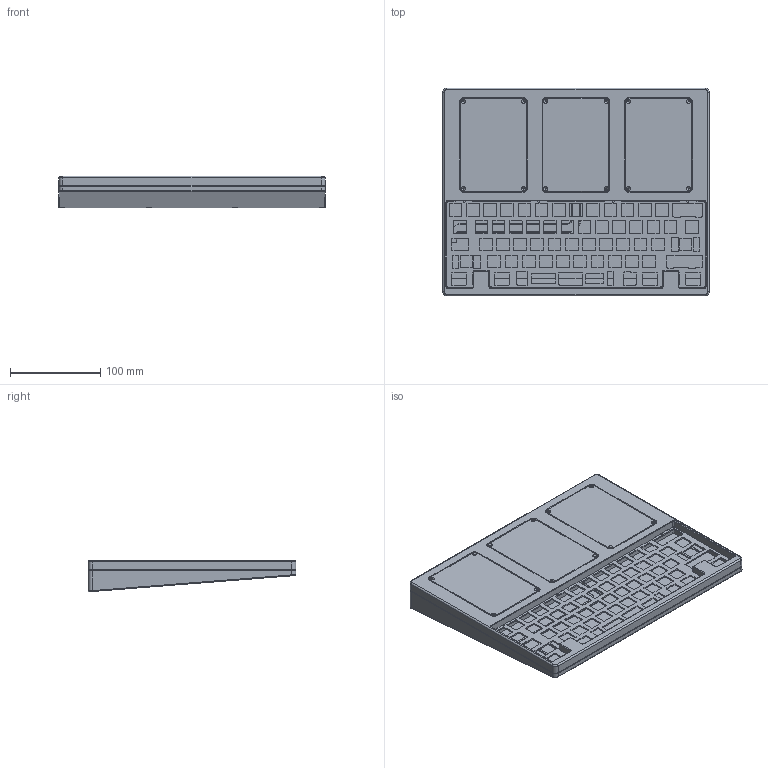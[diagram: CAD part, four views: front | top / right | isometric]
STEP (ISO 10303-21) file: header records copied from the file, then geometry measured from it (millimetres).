
FILE_DESCRIPTION(/* description */ ('','CAx-IF Rec.Pracs.---Representation and Presentation of Product Manufacturing Information (PMI)---4.0---2014-10-13'),/* implementation_level */ '2;1');
FILE_NAME(/* name */ 'top3.step',/* time_stamp */ '2025-01-01T12:53:18-08:00',/* author */ (''),/* organization */ (''),/* preprocessor_version */ 'ST-DEVELOPER v20',/* originating_system */ 'Autodesk Translation Framework v13.20.0.188',/* authorisation */ '');
FILE_SCHEMA (('AP242_MANAGED_MODEL_BASED_3D_ENGINEERING_MIM_LF { 1 0 10303 442 1 1 4 }'));
Products named in the file (18): RoySauce 60; Open CASCADE STEP translator 6.9 1; USON-10_2.5x1.0mm_P0.5mm; SOLID; L_1206_3216Metric; SOLID_1; R_0603_1608Metric; R_1206_3216Metric; SOLID_2; D_SOD-123; SOLID_3; HRO__TYPE-C-31-M-12; SOLID_4; JST-SR-4; SOLID_5; R_0603_1608Metric_1; SOLID_6; COMPOUND
Assembly tree (18 placements, depth 4):
  RoySauce 60
    Open CASCADE STEP translator 6.9 1
      USON-10_2.5x1.0mm_P0.5mm
        SOLID
      L_1206_3216Metric
        SOLID_1
      R_0603_1608Metric
        SOLID_6
      R_1206_3216Metric
        SOLID_2
      D_SOD-123
        SOLID_3
      HRO__TYPE-C-31-M-12
        SOLID_4
      JST-SR-4
        SOLID_5
      R_0603_1608Metric_1
        SOLID_6
      COMPOUND
Bounding box: 295.08 x 230.21 x 34.93 mm (x, y, z)
Volume: 1287569 mm3; surface area: 348151.5 mm2
Topology: 15 solids, 15 shells, 1910 faces, 5107 edges, 3256 vertices
Faces by surface type: plane 1013, cylinder 667, cone 190, bspline 32, torus 8
Full cylindrical faces by diameter (mm): 0.2 x1, 0.5 x2, 0.65 x2, 1.623 x16, 2.075 x14, 2.2 x16, 2.7 x8, 3.1 x6, 3.25 x6, 4.7 x8
Entity records: 62882 total; most frequent: CARTESIAN_POINT 13946, DIRECTION 10197, ORIENTED_EDGE 10000, EDGE_CURVE 5000, AXIS2_PLACEMENT_3D 3429, LINE 3339, VECTOR 3339, VERTEX_POINT 3212
